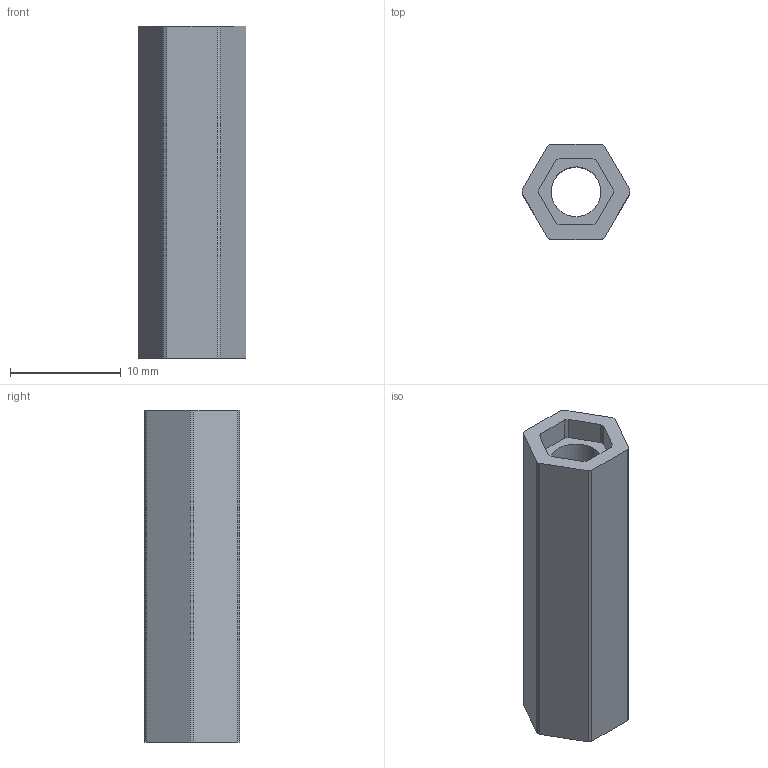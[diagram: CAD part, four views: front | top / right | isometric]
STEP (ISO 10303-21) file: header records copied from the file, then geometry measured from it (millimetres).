
FILE_DESCRIPTION(/* description */ (''),/* implementation_level */ '2;1');
FILE_NAME(/* name */ 'spacer3u.2 v2.step',/* time_stamp */ '2025-05-22T09:17:24+03:00',/* author */ (''),/* organization */ (''),/* preprocessor_version */ 'ST-DEVELOPER v20.1',/* originating_system */ 'Autodesk Translation Framework v14.4.0.0',/* authorisation */ '');
FILE_SCHEMA (('AUTOMOTIVE_DESIGN { 1 0 10303 214 3 1 1 }'));
Length unit declared in the file: millimetre
Products named in the file (1): spacer3u.2
Bounding box: 9.73 x 8.6 x 30 mm (x, y, z)
Volume: 1380.6 mm3; surface area: 1429.6 mm2
Topology: 1 solids, 1 shells, 41 faces, 111 edges, 74 vertices
Faces by surface type: plane 40, cylinder 1
Full cylindrical faces by diameter (mm): 4.5 x1
Entity records: 1304 total; most frequent: CARTESIAN_POINT 227, ORIENTED_EDGE 222, DIRECTION 197, EDGE_CURVE 111, LINE 109, VECTOR 109, VERTEX_POINT 74, EDGE_LOOP 45
